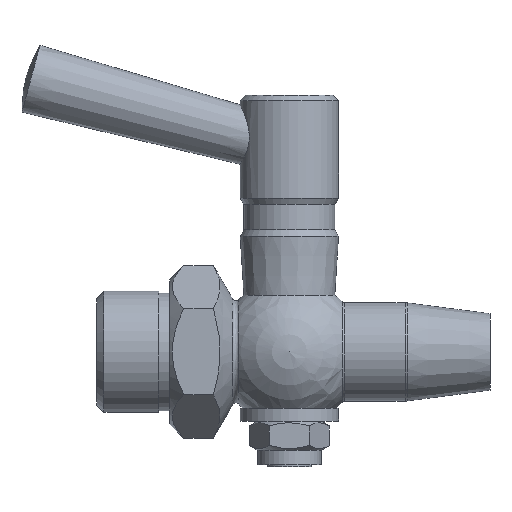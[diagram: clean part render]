
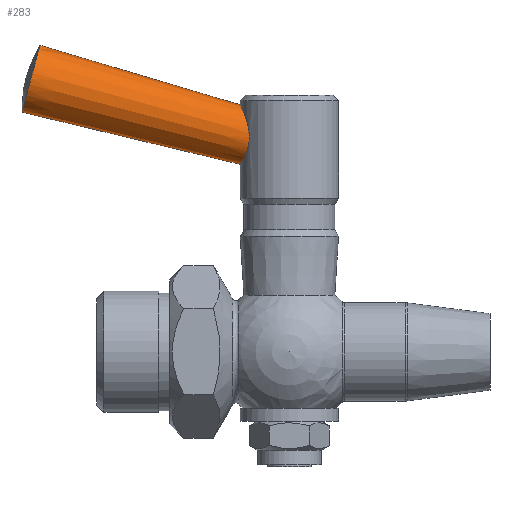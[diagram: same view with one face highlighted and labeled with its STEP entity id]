
A CAD part, top view. The second image highlights one B-rep face of the part: STEP entity #283.
In plain terms, the highlighted conical face has half-angle 1.56 degrees and reference radius 8.5 mm.
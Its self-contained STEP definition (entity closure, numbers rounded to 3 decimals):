
#175=CARTESIAN_POINT('',(17.427,65.506,0.0));
#176=DIRECTION('',(-0.966,0.259,0.0));
#177=DIRECTION('',(0.259,0.966,0.0));
#178=AXIS2_PLACEMENT_3D('',#175,#176,#177);
#179=CONICAL_SURFACE('',#178,8.5,1.56);
#180=CARTESIAN_POINT('',(-15.591,84.188,0.0));
#181=VERTEX_POINT('',#180);
#182=CARTESIAN_POINT('',(-18.05,75.012,0.0));
#183=DIRECTION('',(0.966,-0.259,0.0));
#184=DIRECTION('',(0.259,0.966,0.0));
#185=AXIS2_PLACEMENT_3D('',#182,#183,#184);
#186=CIRCLE('',#185,9.5);
#187=EDGE_CURVE('',#181,#181,#186,.T.);
#188=ORIENTED_EDGE('',*,*,#187,.T.);
#189=EDGE_LOOP('',(#188));
#190=FACE_OUTER_BOUND('',#189,.T.);
#191=CARTESIAN_POINT('',(41.892,59.009,-7.811));
#192=VERTEX_POINT('',#191);
#193=CARTESIAN_POINT('',(41.892,59.009,-7.811));
#194=CARTESIAN_POINT('',(41.892,59.861,-7.811));
#195=CARTESIAN_POINT('',(41.797,60.742,-7.681));
#196=CARTESIAN_POINT('',(41.634,61.589,-7.432));
#197=CARTESIAN_POINT('',(41.443,62.574,-7.144));
#198=CARTESIAN_POINT('',(41.164,63.514,-6.695));
#199=CARTESIAN_POINT('',(40.879,64.331,-6.137));
#200=CARTESIAN_POINT('',(40.77,64.642,-5.924));
#201=CARTESIAN_POINT('',(40.661,64.936,-5.696));
#202=CARTESIAN_POINT('',(40.555,65.209,-5.456));
#203=CARTESIAN_POINT('',(40.477,65.41,-5.279));
#204=CARTESIAN_POINT('',(40.398,65.606,-5.091));
#205=CARTESIAN_POINT('',(40.32,65.795,-4.89));
#206=CARTESIAN_POINT('',(40.091,66.35,-4.301));
#207=CARTESIAN_POINT('',(39.871,66.84,-3.606));
#208=CARTESIAN_POINT('',(39.707,67.194,-2.846));
#209=CARTESIAN_POINT('',(39.561,67.51,-2.169));
#210=CARTESIAN_POINT('',(39.46,67.718,-1.438));
#211=CARTESIAN_POINT('',(39.422,67.797,-0.707));
#212=CARTESIAN_POINT('',(39.395,67.853,-0.193));
#213=CARTESIAN_POINT('',(39.397,67.849,0.318));
#214=CARTESIAN_POINT('',(39.429,67.783,0.832));
#215=CARTESIAN_POINT('',(39.475,67.688,1.57));
#216=CARTESIAN_POINT('',(39.583,67.463,2.304));
#217=CARTESIAN_POINT('',(39.737,67.13,2.981));
#218=CARTESIAN_POINT('',(39.883,66.811,3.629));
#219=CARTESIAN_POINT('',(40.07,66.394,4.227));
#220=CARTESIAN_POINT('',(40.266,65.925,4.749));
#221=CARTESIAN_POINT('',(40.349,65.726,4.97));
#222=CARTESIAN_POINT('',(40.434,65.518,5.177));
#223=CARTESIAN_POINT('',(40.517,65.306,5.37));
#224=CARTESIAN_POINT('',(40.602,65.091,5.564));
#225=CARTESIAN_POINT('',(40.687,64.865,5.749));
#226=CARTESIAN_POINT('',(40.774,64.626,5.926));
#227=CARTESIAN_POINT('',(41.078,63.789,6.548));
#228=CARTESIAN_POINT('',(41.387,62.802,7.054));
#229=CARTESIAN_POINT('',(41.6,61.759,7.381));
#230=CARTESIAN_POINT('',(41.737,61.087,7.591));
#231=CARTESIAN_POINT('',(41.834,60.392,7.728));
#232=CARTESIAN_POINT('',(41.873,59.704,7.783));
#233=CARTESIAN_POINT('',(41.898,59.25,7.819));
#234=CARTESIAN_POINT('',(41.899,58.803,7.821));
#235=CARTESIAN_POINT('',(41.874,58.347,7.784));
#236=CARTESIAN_POINT('',(41.835,57.649,7.729));
#237=CARTESIAN_POINT('',(41.728,56.944,7.579));
#238=CARTESIAN_POINT('',(41.569,56.285,7.333));
#239=CARTESIAN_POINT('',(41.392,55.552,7.059));
#240=CARTESIAN_POINT('',(41.151,54.874,6.665));
#241=CARTESIAN_POINT('',(40.906,54.294,6.189));
#242=CARTESIAN_POINT('',(40.809,54.065,6.001));
#243=CARTESIAN_POINT('',(40.711,53.852,5.801));
#244=CARTESIAN_POINT('',(40.617,53.654,5.593));
#245=CARTESIAN_POINT('',(40.525,53.464,5.393));
#246=CARTESIAN_POINT('',(40.434,53.283,5.179));
#247=CARTESIAN_POINT('',(40.344,53.112,4.951));
#248=CARTESIAN_POINT('',(40.103,52.653,4.338));
#249=CARTESIAN_POINT('',(39.876,52.272,3.626));
#250=CARTESIAN_POINT('',(39.711,52.003,2.864));
#251=CARTESIAN_POINT('',(39.567,51.769,2.201));
#252=CARTESIAN_POINT('',(39.469,51.619,1.5));
#253=CARTESIAN_POINT('',(39.428,51.555,0.808));
#254=CARTESIAN_POINT('',(39.411,51.529,0.523));
#255=CARTESIAN_POINT('',(39.403,51.517,0.24));
#256=CARTESIAN_POINT('',(39.404,51.518,-0.04));
#257=CARTESIAN_POINT('',(39.406,51.521,-0.797));
#258=CARTESIAN_POINT('',(39.475,51.626,-1.589));
#259=CARTESIAN_POINT('',(39.609,51.839,-2.347));
#260=CARTESIAN_POINT('',(39.751,52.066,-3.152));
#261=CARTESIAN_POINT('',(39.965,52.414,-3.919));
#262=CARTESIAN_POINT('',(40.207,52.856,-4.588));
#263=CARTESIAN_POINT('',(40.313,53.05,-4.881));
#264=CARTESIAN_POINT('',(40.424,53.261,-5.155));
#265=CARTESIAN_POINT('',(40.534,53.484,-5.408));
#266=CARTESIAN_POINT('',(40.611,53.641,-5.585));
#267=CARTESIAN_POINT('',(40.689,53.805,-5.753));
#268=CARTESIAN_POINT('',(40.769,53.981,-5.916));
#269=CARTESIAN_POINT('',(41.013,54.521,-6.416));
#270=CARTESIAN_POINT('',(41.263,55.164,-6.848));
#271=CARTESIAN_POINT('',(41.461,55.871,-7.164));
#272=CARTESIAN_POINT('',(41.639,56.507,-7.448));
#273=CARTESIAN_POINT('',(41.772,57.196,-7.64));
#274=CARTESIAN_POINT('',(41.839,57.891,-7.735));
#275=CARTESIAN_POINT('',(41.875,58.265,-7.787));
#276=CARTESIAN_POINT('',(41.892,58.641,-7.811));
#277=CARTESIAN_POINT('',(41.892,59.009,-7.811));
#278=B_SPLINE_CURVE_WITH_KNOTS('',3,(#193,#194,#195,#196,#197,#198,#199,#200,#201,#202,#203,#204,#205,#206,#207,#208,#209,#210,#211,#212,#213,#214,#215,#216,#217,#218,#219,#220,#221,#222,#223,#224,#225,#226,#227,#228,#229,#230,#231,#232,#233,#234,#235,#236,#237,#238,#239,#240,#241,#242,#243,#244,#245,#246,#247,#248,#249,#250,#251,#252,#253,#254,#255,#256,#257,#258,#259,#260,#261,#262,#263,#264,#265,#266,#267,#268,#269,#270,#271,#272,#273,#274,#275,#276,#277),.UNSPECIFIED.,.T.,.U.,(4,3,3,3,3,3,3,3,3,3,3,3,3,3,3,3,3,3,3,3,3,3,3,3,3,3,3,3,4),(0.0,0.255,0.552,0.666,0.749,0.993,1.211,1.364,1.584,1.794,1.883,1.974,2.29,2.494,2.628,2.834,3.063,3.153,3.24,3.474,3.677,3.761,3.988,4.229,4.334,4.408,4.636,4.841,4.951),.UNSPECIFIED.);
#279=EDGE_CURVE('',#192,#192,#278,.T.);
#280=ORIENTED_EDGE('',*,*,#279,.F.);
#281=EDGE_LOOP('',(#280));
#282=FACE_BOUND('',#281,.T.);
#283=ADVANCED_FACE('',(#190,#282),#179,.T.);
